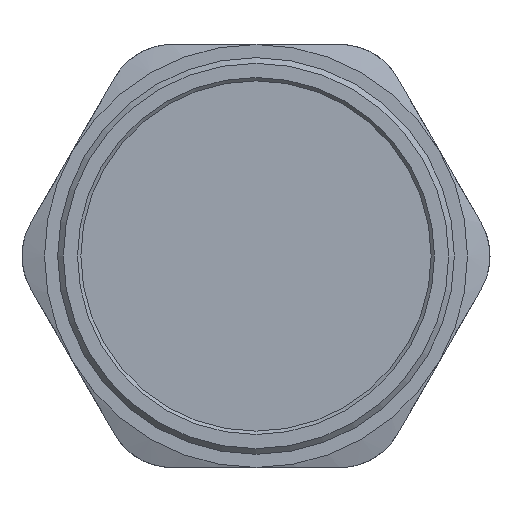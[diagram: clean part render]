
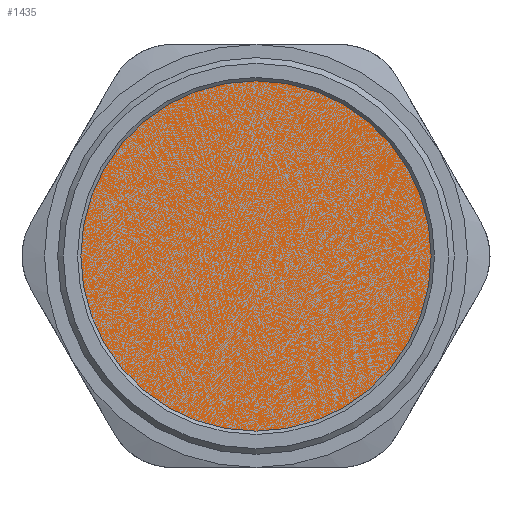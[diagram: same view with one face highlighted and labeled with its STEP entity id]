
A CAD part, front view. The second image highlights one B-rep face of the part: STEP entity #1435.
In plain terms, the highlighted planar face has unit normal (0, 1, 0).
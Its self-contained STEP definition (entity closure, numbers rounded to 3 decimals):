
#470=FACE_OUTER_BOUND('',#561,.T.);
#561=EDGE_LOOP('',(#1322));
#619=CIRCLE('',#1596,30.);
#742=VERTEX_POINT('',#2863);
#936=EDGE_CURVE('',#742,#742,#619,.T.);
#1322=ORIENTED_EDGE('',*,*,#936,.T.);
#1352=PLANE('',#1595);
#1435=ADVANCED_FACE('',(#470),#1352,.T.);
#1595=AXIS2_PLACEMENT_3D('',#2862,#1946,#1947);
#1596=AXIS2_PLACEMENT_3D('',#2864,#1948,#1949);
#1946=DIRECTION('center_axis',(0.,1.,0.));
#1947=DIRECTION('ref_axis',(0.,0.,1.));
#1948=DIRECTION('center_axis',(0.,1.,0.));
#1949=DIRECTION('ref_axis',(-1.,0.,0.));
#2862=CARTESIAN_POINT('Origin',(-1.061,-2.985,0.));
#2863=CARTESIAN_POINT('',(-31.061,-2.985,0.));
#2864=CARTESIAN_POINT('Origin',(-1.061,-2.985,0.));
